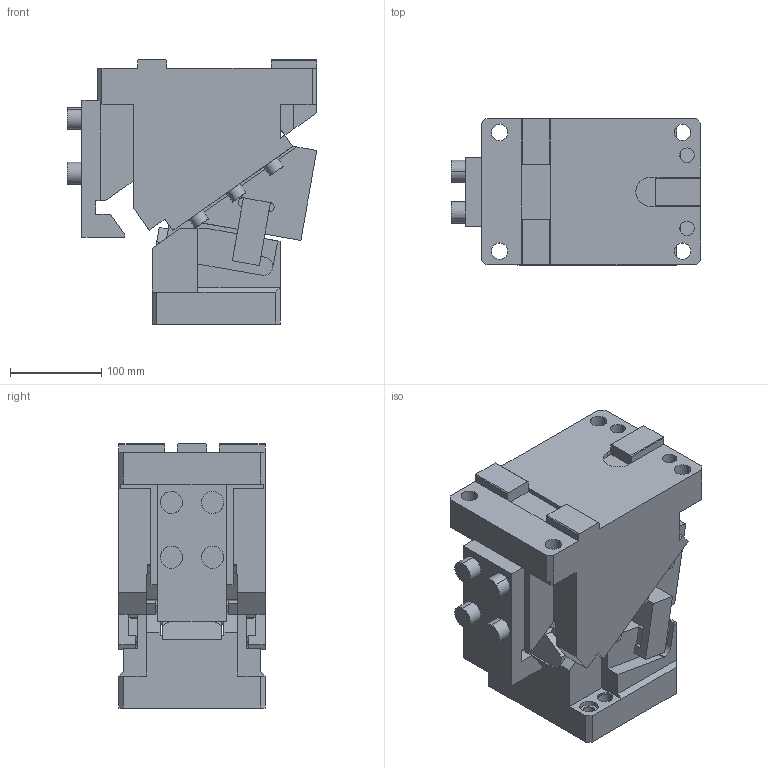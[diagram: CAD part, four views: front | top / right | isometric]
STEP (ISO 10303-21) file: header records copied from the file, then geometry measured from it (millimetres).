
FILE_DESCRIPTION(('CATIA V5 STEP Exchange'),'2;1');
FILE_NAME('CACK_100_10.stp','2015-04-27T08:18:31+00:00',('none'),('none'),'CATIA Version 5 Release 19 SP 2 (IN-10)','CATIA V5 STEP AP203','none');
FILE_SCHEMA(('CONFIG_CONTROL_DESIGN'));
Length unit declared in the file: millimetre
Products named in the file (1): CACK_100_10
Bounding box: 273 x 160 x 289 mm (x, y, z)
Volume: 7103570.7 mm3; surface area: 528223.3 mm2
Topology: 3 solids, 7 shells, 358 faces, 978 edges, 647 vertices
Faces by surface type: plane 244, cylinder 102, cone 12
Entity records: 11667 total; most frequent: CARTESIAN_POINT 2881, ORIENTED_EDGE 1932, DIRECTION 1517, EDGE_CURVE 966, VECTOR 734, LINE 734, VERTEX_POINT 647, AXIS2_PLACEMENT_3D 481
